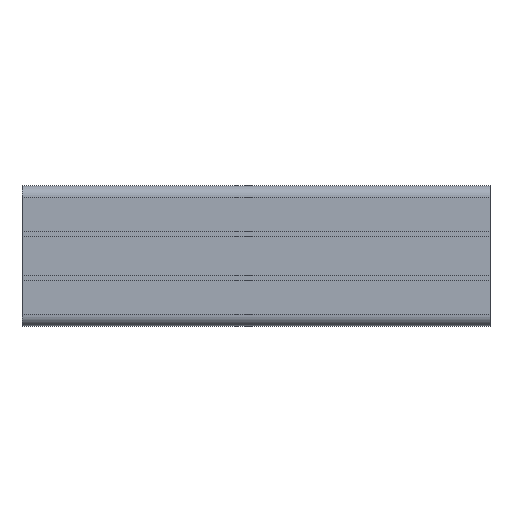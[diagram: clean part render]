
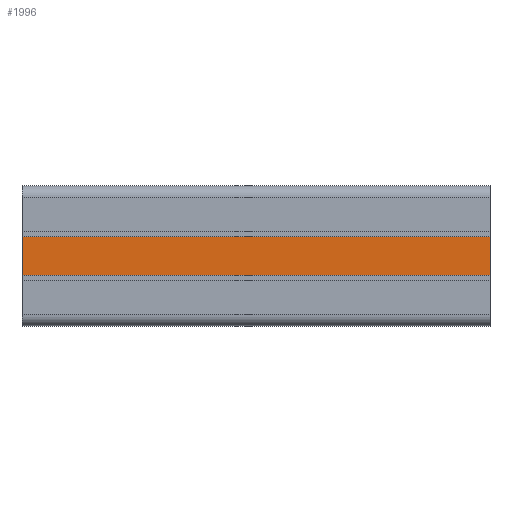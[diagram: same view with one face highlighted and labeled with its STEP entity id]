
A CAD part, left-side view. The second image highlights one B-rep face of the part: STEP entity #1996.
In plain terms, the highlighted planar face has unit normal (-1, 0, 0).
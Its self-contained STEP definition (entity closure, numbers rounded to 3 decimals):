
#61=PLANE('',#2152);
#160=FACE_OUTER_BOUND('',#264,.T.);
#264=EDGE_LOOP('',(#1645,#1646,#1647,#1648));
#357=LINE('',#2833,#606);
#477=LINE('',#3148,#726);
#478=LINE('',#3151,#727);
#479=LINE('',#3152,#728);
#606=VECTOR('',#2259,10.);
#726=VECTOR('',#2555,10.);
#727=VECTOR('',#2558,10.);
#728=VECTOR('',#2559,10.);
#899=VERTEX_POINT('',#2830);
#900=VERTEX_POINT('',#2832);
#1007=VERTEX_POINT('',#3146);
#1008=VERTEX_POINT('',#3150);
#1095=EDGE_CURVE('',#900,#899,#357,.T.);
#1253=EDGE_CURVE('',#899,#1007,#477,.T.);
#1254=EDGE_CURVE('',#1008,#1007,#478,.T.);
#1255=EDGE_CURVE('',#900,#1008,#479,.T.);
#1645=ORIENTED_EDGE('',*,*,#1095,.T.);
#1646=ORIENTED_EDGE('',*,*,#1253,.T.);
#1647=ORIENTED_EDGE('',*,*,#1254,.F.);
#1648=ORIENTED_EDGE('',*,*,#1255,.F.);
#1996=ADVANCED_FACE('',(#160),#61,.T.);
#2152=AXIS2_PLACEMENT_3D('',#3149,#2556,#2557);
#2259=DIRECTION('',(0.,0.,1.));
#2555=DIRECTION('',(0.,1.,0.));
#2556=DIRECTION('center_axis',(-1.,0.,0.));
#2557=DIRECTION('ref_axis',(0.,0.,1.));
#2558=DIRECTION('',(0.,0.,1.));
#2559=DIRECTION('',(0.,1.,0.));
#2830=CARTESIAN_POINT('',(9.2,0.,19.386));
#2832=CARTESIAN_POINT('',(9.2,0.,10.614));
#2833=CARTESIAN_POINT('',(9.2,0.,10.614));
#3146=CARTESIAN_POINT('',(9.2,100.,19.386));
#3148=CARTESIAN_POINT('',(9.2,0.,19.386));
#3149=CARTESIAN_POINT('Origin',(9.2,0.,10.614));
#3150=CARTESIAN_POINT('',(9.2,100.,10.614));
#3151=CARTESIAN_POINT('',(9.2,100.,10.614));
#3152=CARTESIAN_POINT('',(9.2,0.,10.614));
